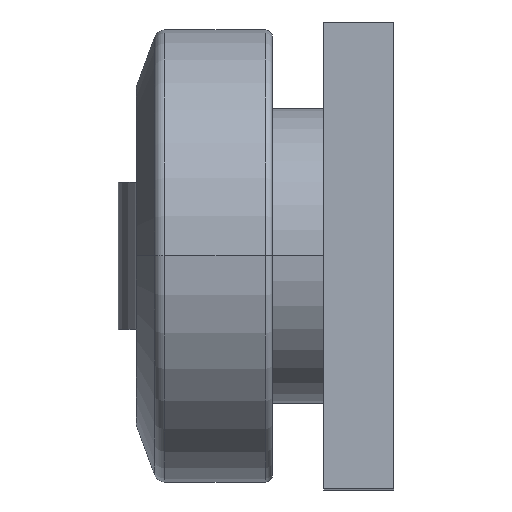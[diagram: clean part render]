
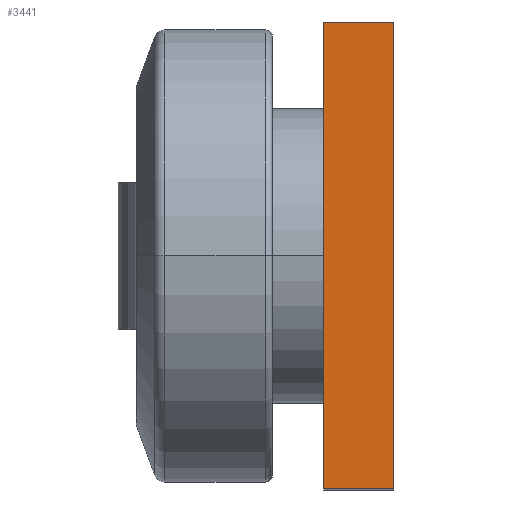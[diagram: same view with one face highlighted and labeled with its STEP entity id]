
A CAD part, top view. The second image highlights one B-rep face of the part: STEP entity #3441.
In plain terms, the highlighted planar face has unit normal (0, 0, 1).
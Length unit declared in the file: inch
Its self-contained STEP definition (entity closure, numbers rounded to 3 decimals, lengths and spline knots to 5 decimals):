
#97 = PLANE ( 'NONE',  #1978 ) ;
#134 = CARTESIAN_POINT ( 'NONE',  ( 2.205, -2.5, 3.54331 ) ) ;
#157 = LINE ( 'NONE', #2825, #1870 ) ;
#190 = CARTESIAN_POINT ( 'NONE',  ( 2.205, -2.5, 3.54331 ) ) ;
#209 = LINE ( 'NONE', #496, #1046 ) ;
#287 = LINE ( 'NONE', #2944, #2403 ) ;
#393 = CARTESIAN_POINT ( 'NONE',  ( 2.955, 2.5, 3.54331 ) ) ;
#496 = CARTESIAN_POINT ( 'NONE',  ( 2.955, -2.5, 3.54331 ) ) ;
#704 = CARTESIAN_POINT ( 'NONE',  ( 2.955, -2.5, 3.54331 ) ) ;
#1026 = DIRECTION ( 'NONE',  ( 0., -1., 0. ) ) ;
#1046 = VECTOR ( 'NONE', #1076, 39.37008 ) ;
#1076 = DIRECTION ( 'NONE',  ( 1., 0., 0. ) ) ;
#1420 = DIRECTION ( 'NONE',  ( 0., 1., 0. ) ) ;
#1865 = LINE ( 'NONE', #3249, #2088 ) ;
#1870 = VECTOR ( 'NONE', #2523, 39.37008 ) ;
#1913 = DIRECTION ( 'NONE',  ( 0., 0., -1. ) ) ;
#1959 = VERTEX_POINT ( 'NONE', #3214 ) ;
#1978 = AXIS2_PLACEMENT_3D ( 'NONE', #134, #1913, #3315 ) ;
#2088 = VECTOR ( 'NONE', #1026, 39.37008 ) ;
#2101 = VERTEX_POINT ( 'NONE', #704 ) ;
#2243 = ORIENTED_EDGE ( 'NONE', *, *, #2775, .T. ) ;
#2403 = VECTOR ( 'NONE', #1420, 39.37008 ) ;
#2456 = EDGE_CURVE ( 'NONE', #3430, #1959, #157, .T. ) ;
#2523 = DIRECTION ( 'NONE',  ( -1., 0., 0. ) ) ;
#2599 = ORIENTED_EDGE ( 'NONE', *, *, #2974, .T. ) ;
#2730 = ORIENTED_EDGE ( 'NONE', *, *, #3189, .T. ) ;
#2775 = EDGE_CURVE ( 'NONE', #2101, #3430, #287, .T. ) ;
#2825 = CARTESIAN_POINT ( 'NONE',  ( 2.955, 2.5, 3.54331 ) ) ;
#2944 = CARTESIAN_POINT ( 'NONE',  ( 2.955, -2.5, 3.54331 ) ) ;
#2974 = EDGE_CURVE ( 'NONE', #1959, #3220, #1865, .T. ) ;
#3189 = EDGE_CURVE ( 'NONE', #3220, #2101, #209, .T. ) ;
#3214 = CARTESIAN_POINT ( 'NONE',  ( 2.205, 2.5, 3.54331 ) ) ;
#3220 = VERTEX_POINT ( 'NONE', #190 ) ;
#3249 = CARTESIAN_POINT ( 'NONE',  ( 2.205, -2.5, 3.54331 ) ) ;
#3291 = ORIENTED_EDGE ( 'NONE', *, *, #2456, .T. ) ;
#3315 = DIRECTION ( 'NONE',  ( 0., -1., 0. ) ) ;
#3350 = FACE_OUTER_BOUND ( 'NONE', #3678, .T. ) ;
#3430 = VERTEX_POINT ( 'NONE', #393 ) ;
#3441 = ADVANCED_FACE ( 'NONE', ( #3350 ), #97, .F. ) ;
#3678 = EDGE_LOOP ( 'NONE', ( #2730, #2243, #3291, #2599 ) ) ;
